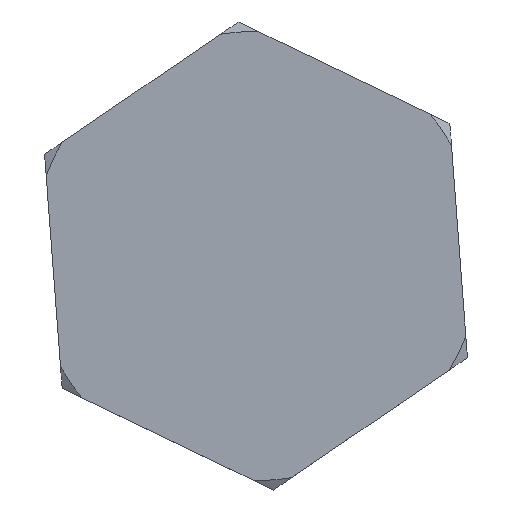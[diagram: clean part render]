
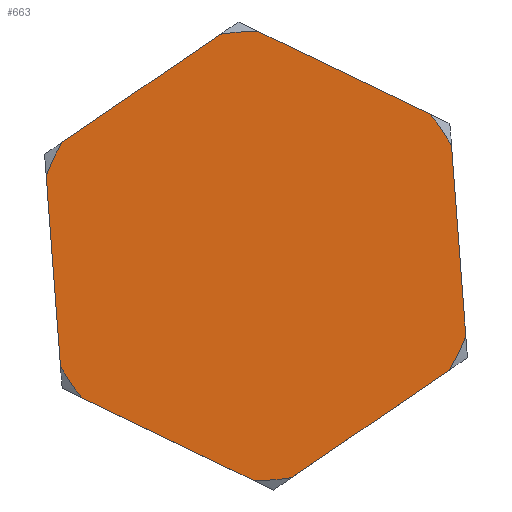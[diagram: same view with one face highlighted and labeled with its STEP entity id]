
A CAD part, top view. The second image highlights one B-rep face of the part: STEP entity #663.
In plain terms, the highlighted planar face has unit normal (0, 0, 1).
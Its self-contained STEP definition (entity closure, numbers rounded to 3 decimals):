
#31=PLANE('',#732);
#92=FACE_OUTER_BOUND('',#134,.T.);
#134=EDGE_LOOP('',(#486,#487,#488,#489,#490,#491,#492,#493,#494,#495,#496,
#497));
#197=LINE('',#1151,#222);
#198=LINE('',#1152,#223);
#199=LINE('',#1153,#224);
#200=LINE('',#1154,#225);
#201=LINE('',#1155,#226);
#202=LINE('',#1156,#227);
#222=VECTOR('',#822,10.);
#223=VECTOR('',#823,10.);
#224=VECTOR('',#824,10.);
#225=VECTOR('',#825,10.);
#226=VECTOR('',#826,10.);
#227=VECTOR('',#827,10.);
#245=CIRCLE('',#709,77.909);
#246=CIRCLE('',#711,77.909);
#247=CIRCLE('',#713,77.909);
#248=CIRCLE('',#715,77.909);
#249=CIRCLE('',#717,77.909);
#250=CIRCLE('',#719,77.909);
#280=VERTEX_POINT('',#1020);
#281=VERTEX_POINT('',#1024);
#283=VERTEX_POINT('',#1031);
#284=VERTEX_POINT('',#1035);
#286=VERTEX_POINT('',#1042);
#287=VERTEX_POINT('',#1046);
#289=VERTEX_POINT('',#1053);
#290=VERTEX_POINT('',#1057);
#292=VERTEX_POINT('',#1064);
#293=VERTEX_POINT('',#1068);
#294=VERTEX_POINT('',#1074);
#296=VERTEX_POINT('',#1079);
#348=EDGE_CURVE('',#280,#281,#245,.T.);
#351=EDGE_CURVE('',#283,#284,#246,.T.);
#354=EDGE_CURVE('',#286,#287,#247,.T.);
#357=EDGE_CURVE('',#289,#290,#248,.T.);
#360=EDGE_CURVE('',#292,#293,#249,.T.);
#362=EDGE_CURVE('',#296,#294,#250,.T.);
#382=EDGE_CURVE('',#294,#292,#197,.T.);
#383=EDGE_CURVE('',#293,#289,#198,.T.);
#384=EDGE_CURVE('',#290,#286,#199,.T.);
#385=EDGE_CURVE('',#287,#283,#200,.T.);
#386=EDGE_CURVE('',#284,#280,#201,.T.);
#387=EDGE_CURVE('',#281,#296,#202,.T.);
#486=ORIENTED_EDGE('',*,*,#362,.T.);
#487=ORIENTED_EDGE('',*,*,#382,.T.);
#488=ORIENTED_EDGE('',*,*,#360,.T.);
#489=ORIENTED_EDGE('',*,*,#383,.T.);
#490=ORIENTED_EDGE('',*,*,#357,.T.);
#491=ORIENTED_EDGE('',*,*,#384,.T.);
#492=ORIENTED_EDGE('',*,*,#354,.T.);
#493=ORIENTED_EDGE('',*,*,#385,.T.);
#494=ORIENTED_EDGE('',*,*,#351,.T.);
#495=ORIENTED_EDGE('',*,*,#386,.T.);
#496=ORIENTED_EDGE('',*,*,#348,.T.);
#497=ORIENTED_EDGE('',*,*,#387,.T.);
#663=ADVANCED_FACE('',(#92),#31,.T.);
#709=AXIS2_PLACEMENT_3D('',#1028,#774,#775);
#711=AXIS2_PLACEMENT_3D('',#1039,#778,#779);
#713=AXIS2_PLACEMENT_3D('',#1050,#782,#783);
#715=AXIS2_PLACEMENT_3D('',#1061,#786,#787);
#717=AXIS2_PLACEMENT_3D('',#1072,#790,#791);
#719=AXIS2_PLACEMENT_3D('',#1080,#794,#795);
#732=AXIS2_PLACEMENT_3D('',#1150,#820,#821);
#774=DIRECTION('center_axis',(0.,0.,1.));
#775=DIRECTION('ref_axis',(0.,1.,0.));
#778=DIRECTION('center_axis',(0.,0.,1.));
#779=DIRECTION('ref_axis',(0.,1.,0.));
#782=DIRECTION('center_axis',(0.,0.,1.));
#783=DIRECTION('ref_axis',(0.,1.,0.));
#786=DIRECTION('center_axis',(0.,0.,1.));
#787=DIRECTION('ref_axis',(0.,1.,0.));
#790=DIRECTION('center_axis',(0.,0.,1.));
#791=DIRECTION('ref_axis',(0.,1.,0.));
#794=DIRECTION('center_axis',(0.,0.,1.));
#795=DIRECTION('ref_axis',(0.,1.,0.));
#820=DIRECTION('center_axis',(0.,0.,1.));
#821=DIRECTION('ref_axis',(-1.,0.,0.));
#822=DIRECTION('',(0.075,-0.997,0.));
#823=DIRECTION('',(0.901,-0.434,0.));
#824=DIRECTION('',(0.826,0.564,0.));
#825=DIRECTION('',(-0.075,0.997,0.));
#826=DIRECTION('',(-0.901,0.434,0.));
#827=DIRECTION('',(-0.826,-0.564,0.));
#1020=CARTESIAN_POINT('',(0.688,77.906,207.));
#1024=CARTESIAN_POINT('',(-12.342,76.925,207.));
#1028=CARTESIAN_POINT('Origin',(0.,0.,207.));
#1031=CARTESIAN_POINT('',(67.812,38.357,207.));
#1035=CARTESIAN_POINT('',(60.448,49.151,207.));
#1039=CARTESIAN_POINT('Origin',(0.,0.,207.));
#1042=CARTESIAN_POINT('',(67.125,-39.548,207.));
#1046=CARTESIAN_POINT('',(72.79,-27.774,207.));
#1050=CARTESIAN_POINT('Origin',(0.,0.,207.));
#1053=CARTESIAN_POINT('',(-0.688,-77.906,207.));
#1057=CARTESIAN_POINT('',(12.342,-76.925,207.));
#1061=CARTESIAN_POINT('Origin',(0.,0.,207.));
#1064=CARTESIAN_POINT('',(-67.812,-38.357,207.));
#1068=CARTESIAN_POINT('',(-60.448,-49.151,207.));
#1072=CARTESIAN_POINT('Origin',(0.,0.,207.));
#1074=CARTESIAN_POINT('',(-72.79,27.774,207.));
#1079=CARTESIAN_POINT('',(-67.125,39.548,207.));
#1080=CARTESIAN_POINT('Origin',(0.,0.,207.));
#1150=CARTESIAN_POINT('Origin',(0.,0.,207.));
#1151=CARTESIAN_POINT('',(-73.356,35.297,207.));
#1152=CARTESIAN_POINT('',(-67.246,-45.88,207.));
#1153=CARTESIAN_POINT('',(6.11,-81.177,207.));
#1154=CARTESIAN_POINT('',(73.356,-35.297,207.));
#1155=CARTESIAN_POINT('',(67.246,45.88,207.));
#1156=CARTESIAN_POINT('',(-6.11,81.177,207.));
